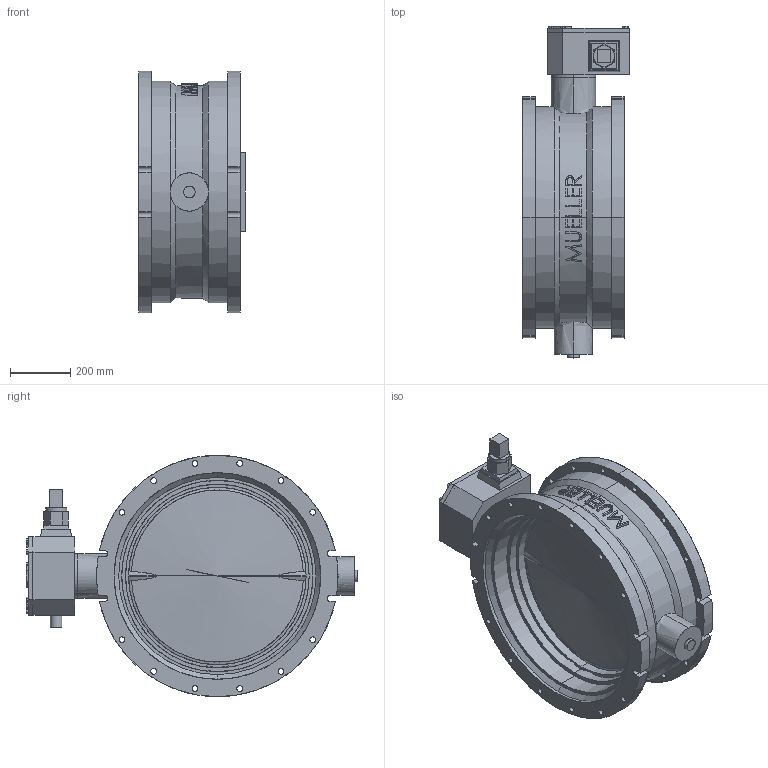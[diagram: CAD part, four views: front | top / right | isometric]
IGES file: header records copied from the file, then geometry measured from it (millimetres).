
Start section: SolidWorks IGES file using analytic representation for surfaces
Global section: file name: muller_valve_assy.IGS; native system: SolidWorks 2011; preprocessor: SolidWorks 2011; author: CAD-26; date: 150331.130206; units: millimetre
Bounding box: 354.01 x 1102.11 x 801.62 mm (x, y, z)
Surface area: 4006567.5 mm2 (no closed solid volume)
Topology: 0 solids, 0 shells, 452 faces, 8454 edges, 8450 vertices
Faces by surface type: bspline 259, revolution 193
